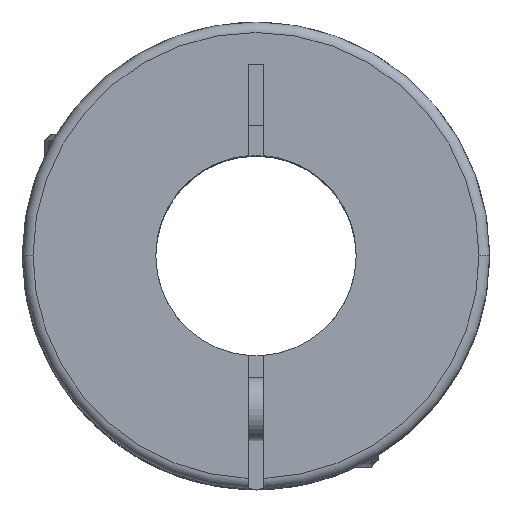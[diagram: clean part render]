
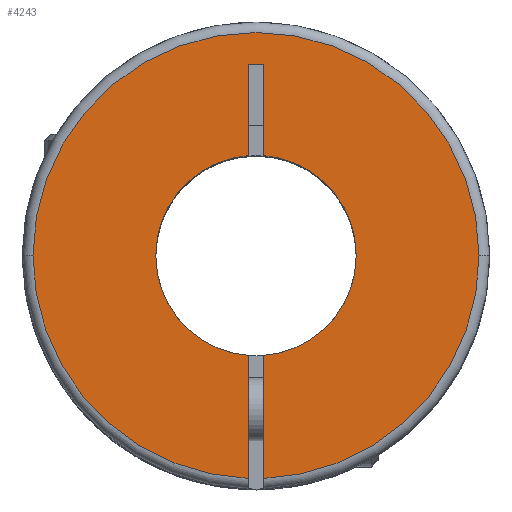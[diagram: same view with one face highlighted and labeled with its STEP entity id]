
A CAD part, top view. The second image highlights one B-rep face of the part: STEP entity #4243.
In plain terms, the highlighted planar face has unit normal (0, 0, 1).
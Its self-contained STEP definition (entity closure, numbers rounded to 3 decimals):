
#37 = CARTESIAN_POINT ( 'NONE',  ( 0.375, 9.1, 0. ) ) ;
#109 = CARTESIAN_POINT ( 'NONE',  ( 0.375, -11.1, 0. ) ) ;
#155 = EDGE_CURVE ( 'NONE', #3858, #3532, #3175, .T. ) ;
#187 = VERTEX_POINT ( 'NONE', #3097 ) ;
#258 = EDGE_CURVE ( 'NONE', #187, #2400, #3480, .T. ) ;
#279 = CARTESIAN_POINT ( 'NONE',  ( 10.6, 0., 0. ) ) ;
#291 = DIRECTION ( 'NONE',  ( 0., 0., -1. ) ) ;
#297 = ORIENTED_EDGE ( 'NONE', *, *, #258, .F. ) ;
#350 = EDGE_CURVE ( 'NONE', #2361, #2985, #4425, .T. ) ;
#362 = CIRCLE ( 'NONE', #1275, 4.763 ) ;
#414 = EDGE_CURVE ( 'NONE', #3967, #937, #3842, .T. ) ;
#526 = AXIS2_PLACEMENT_3D ( 'NONE', #2665, #291, #2995 ) ;
#535 = EDGE_CURVE ( 'NONE', #3532, #3967, #4053, .T. ) ;
#561 = AXIS2_PLACEMENT_3D ( 'NONE', #2380, #2756, #3737 ) ;
#568 = VECTOR ( 'NONE', #3461, 1000. ) ;
#675 = CARTESIAN_POINT ( 'NONE',  ( 0., 0., 0. ) ) ;
#729 = DIRECTION ( 'NONE',  ( -1., 0., 0. ) ) ;
#797 = LINE ( 'NONE', #109, #2794 ) ;
#798 = DIRECTION ( 'NONE',  ( 0., 1., 0. ) ) ;
#937 = VERTEX_POINT ( 'NONE', #279 ) ;
#1012 = DIRECTION ( 'NONE',  ( 0., 0., -1. ) ) ;
#1030 = FACE_OUTER_BOUND ( 'NONE', #4196, .T. ) ;
#1051 = DIRECTION ( 'NONE',  ( 0., 0., -1. ) ) ;
#1059 = CARTESIAN_POINT ( 'NONE',  ( -0.375, 9.1, 0. ) ) ;
#1261 = CARTESIAN_POINT ( 'NONE',  ( -10.6, 0., 0. ) ) ;
#1275 = AXIS2_PLACEMENT_3D ( 'NONE', #675, #1051, #2096 ) ;
#1340 = CARTESIAN_POINT ( 'NONE',  ( 0., 0., 0. ) ) ;
#1359 = AXIS2_PLACEMENT_3D ( 'NONE', #1340, #1012, #729 ) ;
#1440 = ORIENTED_EDGE ( 'NONE', *, *, #2774, .T. ) ;
#1445 = ORIENTED_EDGE ( 'NONE', *, *, #414, .F. ) ;
#1596 = ORIENTED_EDGE ( 'NONE', *, *, #2562, .F. ) ;
#1645 = DIRECTION ( 'NONE',  ( 0., -1., 0. ) ) ;
#1692 = CARTESIAN_POINT ( 'NONE',  ( -0.375, 9.1, 0. ) ) ;
#1706 = VECTOR ( 'NONE', #798, 1000. ) ;
#2038 = ORIENTED_EDGE ( 'NONE', *, *, #350, .F. ) ;
#2096 = DIRECTION ( 'NONE',  ( -1., 0., 0. ) ) ;
#2114 = DIRECTION ( 'NONE',  ( 0., 0., -1. ) ) ;
#2135 = CARTESIAN_POINT ( 'NONE',  ( -0.375, 4.748, 0. ) ) ;
#2162 = AXIS2_PLACEMENT_3D ( 'NONE', #4421, #3377, #2637 ) ;
#2361 = VERTEX_POINT ( 'NONE', #3362 ) ;
#2380 = CARTESIAN_POINT ( 'NONE',  ( 0., 0., 0. ) ) ;
#2400 = VERTEX_POINT ( 'NONE', #2494 ) ;
#2402 = CARTESIAN_POINT ( 'NONE',  ( -0.375, -10.593, 0. ) ) ;
#2447 = AXIS2_PLACEMENT_3D ( 'NONE', #3665, #4394, #2947 ) ;
#2471 = CARTESIAN_POINT ( 'NONE',  ( 0.375, -11.1, 0. ) ) ;
#2494 = CARTESIAN_POINT ( 'NONE',  ( 0.375, 9.1, 0. ) ) ;
#2546 = CARTESIAN_POINT ( 'NONE',  ( -0.375, -4.748, 0. ) ) ;
#2562 = EDGE_CURVE ( 'NONE', #3474, #4061, #797, .T. ) ;
#2601 = ORIENTED_EDGE ( 'NONE', *, *, #3629, .T. ) ;
#2637 = DIRECTION ( 'NONE',  ( 0., -1., 0. ) ) ;
#2665 = CARTESIAN_POINT ( 'NONE',  ( 0., 0., 0. ) ) ;
#2756 = DIRECTION ( 'NONE',  ( 0., 0., -1. ) ) ;
#2768 = CIRCLE ( 'NONE', #561, 4.763 ) ;
#2769 = VECTOR ( 'NONE', #1645, 1000. ) ;
#2774 = EDGE_CURVE ( 'NONE', #187, #4061, #4009, .T. ) ;
#2782 = CARTESIAN_POINT ( 'NONE',  ( 0., 0., 0. ) ) ;
#2787 = ORIENTED_EDGE ( 'NONE', *, *, #4018, .F. ) ;
#2794 = VECTOR ( 'NONE', #2820, 1000. ) ;
#2820 = DIRECTION ( 'NONE',  ( 0., 1., 0. ) ) ;
#2844 = EDGE_CURVE ( 'NONE', #937, #3474, #4374, .T. ) ;
#2947 = DIRECTION ( 'NONE',  ( -1., 0., 0. ) ) ;
#2985 = VERTEX_POINT ( 'NONE', #2135 ) ;
#2994 = CARTESIAN_POINT ( 'NONE',  ( 0.375, -10.593, 0. ) ) ;
#2995 = DIRECTION ( 'NONE',  ( -1., 0., 0. ) ) ;
#3010 = CARTESIAN_POINT ( 'NONE',  ( -4.763, 0., 0. ) ) ;
#3065 = DIRECTION ( 'NONE',  ( -1., 0., 0. ) ) ;
#3097 = CARTESIAN_POINT ( 'NONE',  ( 0.375, 4.748, 0. ) ) ;
#3175 = LINE ( 'NONE', #1059, #568 ) ;
#3248 = VERTEX_POINT ( 'NONE', #3010 ) ;
#3307 = PLANE ( 'NONE',  #2162 ) ;
#3362 = CARTESIAN_POINT ( 'NONE',  ( -0.375, 9.1, 0. ) ) ;
#3377 = DIRECTION ( 'NONE',  ( 0., 0., -1. ) ) ;
#3447 = CARTESIAN_POINT ( 'NONE',  ( 0.375, -4.748, 0. ) ) ;
#3461 = DIRECTION ( 'NONE',  ( 0., -1., 0. ) ) ;
#3474 = VERTEX_POINT ( 'NONE', #2994 ) ;
#3480 = LINE ( 'NONE', #2471, #1706 ) ;
#3532 = VERTEX_POINT ( 'NONE', #2402 ) ;
#3576 = EDGE_CURVE ( 'NONE', #3248, #2985, #2768, .T. ) ;
#3629 = EDGE_CURVE ( 'NONE', #3858, #3248, #362, .T. ) ;
#3660 = LINE ( 'NONE', #37, #4008 ) ;
#3665 = CARTESIAN_POINT ( 'NONE',  ( 0., 0., 0. ) ) ;
#3737 = DIRECTION ( 'NONE',  ( -1., 0., 0. ) ) ;
#3771 = AXIS2_PLACEMENT_3D ( 'NONE', #2782, #2114, #3065 ) ;
#3842 = CIRCLE ( 'NONE', #1359, 10.6 ) ;
#3858 = VERTEX_POINT ( 'NONE', #2546 ) ;
#3967 = VERTEX_POINT ( 'NONE', #1261 ) ;
#4008 = VECTOR ( 'NONE', #4095, 1000. ) ;
#4009 = CIRCLE ( 'NONE', #2447, 4.763 ) ;
#4018 = EDGE_CURVE ( 'NONE', #2400, #2361, #3660, .T. ) ;
#4024 = ORIENTED_EDGE ( 'NONE', *, *, #155, .F. ) ;
#4053 = CIRCLE ( 'NONE', #3771, 10.6 ) ;
#4061 = VERTEX_POINT ( 'NONE', #3447 ) ;
#4095 = DIRECTION ( 'NONE',  ( -1., 0., 0. ) ) ;
#4130 = ORIENTED_EDGE ( 'NONE', *, *, #3576, .T. ) ;
#4153 = ORIENTED_EDGE ( 'NONE', *, *, #535, .F. ) ;
#4163 = ORIENTED_EDGE ( 'NONE', *, *, #2844, .F. ) ;
#4196 = EDGE_LOOP ( 'NONE', ( #4153, #4024, #2601, #4130, #2038, #2787, #297, #1440, #1596, #4163, #1445 ) ) ;
#4243 = ADVANCED_FACE ( 'NONE', ( #1030 ), #3307, .F. ) ;
#4374 = CIRCLE ( 'NONE', #526, 10.6 ) ;
#4394 = DIRECTION ( 'NONE',  ( 0., 0., -1. ) ) ;
#4421 = CARTESIAN_POINT ( 'NONE',  ( 0., 0., 0. ) ) ;
#4425 = LINE ( 'NONE', #1692, #2769 ) ;
